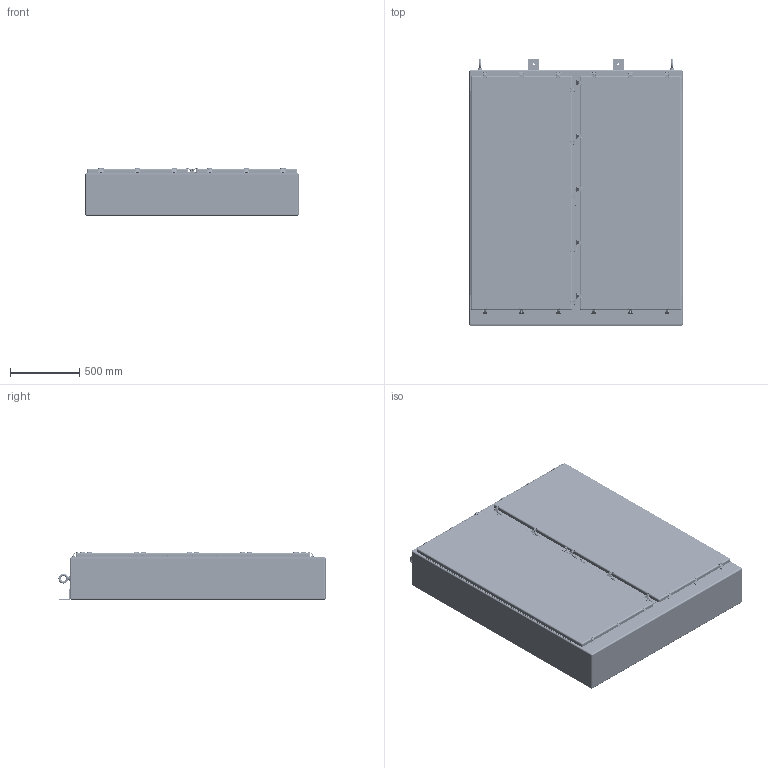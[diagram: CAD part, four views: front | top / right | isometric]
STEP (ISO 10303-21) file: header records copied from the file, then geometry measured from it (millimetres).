
FILE_DESCRIPTION(/* description */ (''),/* implementation_level */ '2;1');
FILE_NAME(/* name */ 'HW-N4X726012CH.stp',/* time_stamp */ '2014-04-17T13:41:14-05:00',/* author */ ('jtigges'),/* organization */ (''),/* preprocessor_version */ 'ST-DEVELOPER v15.2',/* originating_system */ 'Autodesk Inventor 2014',/* authorisation */ '');
FILE_SCHEMA (('AUTOMOTIVE_DESIGN { 1 0 10303 214 3 1 1 }'));
Products named in the file (51): N726012FSDDHWT_BOX; N726012FSDD_RMFBGL_CHANNEL; RMFBGL_ANGLE; RMFBGL_PLATE_4X4X0-125; RMFBGL_PLATE_4X6X0-25; N726012FSDDHWT_COVER; GASKET_FSDD_72X60; WP7260FSU; SS_58_HINGE; RMRIV66; NONEA; NONEB; NONEC; NONED; NONEE; NONEF; NONEG; NONEH; NONEI; NONE; RMLATNLL150_1; RMLATNLL150_2; RMLATNLL150_3; RMLATNLL150_4; RMLATNLL150_5; RMLATNLL150_6; RMLATNLL150_7; RMLATNLL150_8; RMLATNLL150_9; RMLATNLL150_10; RMRIV44; RMSTUD202430PL; RMLATNLL150_11; RMLATNLL150_12; RMLATNLL150_13; RMLATNLL150_14; RMLATNLL150_15; RMLATNLL150_16; RMLATNLL150_17; RMLATNLL150_18 ...
Bounding box: 1536.7 x 1924.8 x 341.96 mm (x, y, z)
Volume: 55693278 mm3; surface area: 18393506.8 mm2
Topology: 431 solids, 431 shells, 7676 faces, 19158 edges, 12512 vertices
Faces by surface type: plane 3628, cylinder 2888, bspline 526, cone 298, torus 194, sphere 142
Full cylindrical faces by diameter (mm): 2.4 x22, 2.7 x44, 3 x22, 3.048 x2, 3.175 x176, 3.25 x22, 3.302 x44, 3.5 x22, 4.2 x44, 4.609 x22, 4.618 x22, 4.699 x76, 4.7 x22, 4.9 x22, 5 x44, 5.131 x40, 5.159 x4, 5.3 x22, 6.35 x88, 9.525 x82, 13.3 x22, 13.5 x22, 13.97 x2, 15.875 x2, 16.307 x2, 16.85 x38, 19.05 x42, 20.625 x2, 37.313 x2
Entity records: 46484 total; most frequent: CARTESIAN_POINT 23566, DIRECTION 4964, ORIENTED_EDGE 3490, AXIS2_PLACEMENT_3D 2110, EDGE_CURVE 1745, EDGE_LOOP 1417, VERTEX_POINT 1284, ADVANCED_FACE 843
